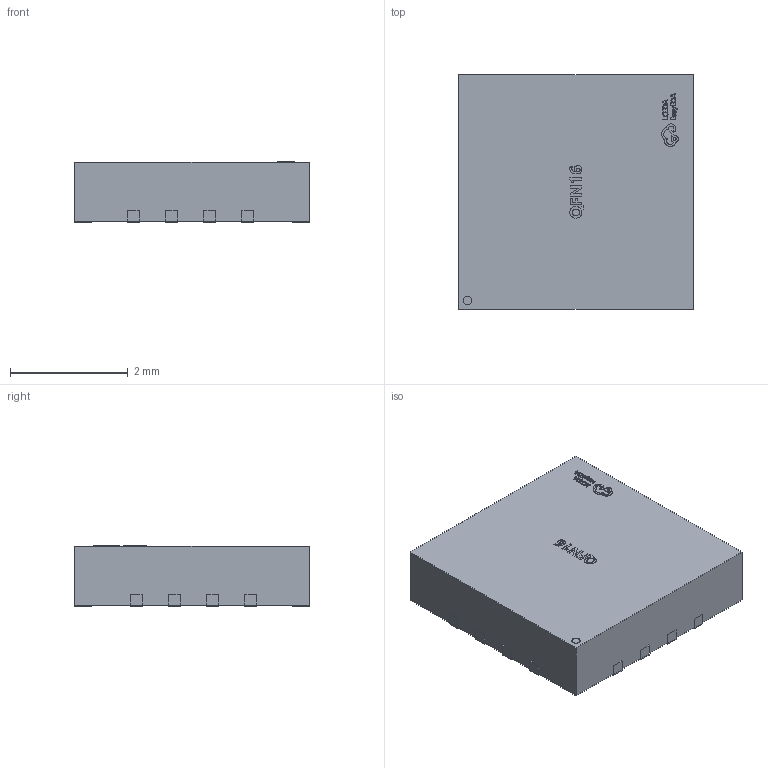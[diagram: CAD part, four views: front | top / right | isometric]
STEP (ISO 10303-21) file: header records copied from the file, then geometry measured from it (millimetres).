
FILE_DESCRIPTION(/* description */ ('Designed by EasyEDA Pro'),/* implementation_level */ '2;1');
FILE_NAME(/* name */ 'QFN16-4x4-EP.step',/* time_stamp */ '2025-04-04T20:42:00+08:00',/* author */ (''),/* organization */ (''),/* preprocessor_version */ 'ST-DEVELOPER v20.1',/* originating_system */ 'Autodesk Translation Framework v14.4.0.0',/* authorisation */ '');
FILE_SCHEMA (('AUTOMOTIVE_DESIGN { 1 0 10303 214 3 1 1 }'));
Length unit declared in the file: millimetre
Products named in the file (4): wTkB-PCBModel; wTkB-Board; wTkB-U1-QFN-16_L4.0-W4.0-P0.65-BL-EP2.2; COMPOUND
Assembly tree (3 placements, depth 3):
  wTkB-PCBModel
    wTkB-Board
    wTkB-U1-QFN-16_L4.0-W4.0-P0.65-BL-EP2.2
      COMPOUND
Bounding box: 4 x 4 x 1.02 mm (x, y, z)
Volume: 15.9 mm3; surface area: 52.3 mm2
Topology: 17 solids, 17 shells, 449 faces, 1143 edges, 762 vertices
Faces by surface type: plane 292, bspline 140, cylinder 17
Full cylindrical faces by diameter (mm): 0.149 x1
Entity records: 16716 total; most frequent: CARTESIAN_POINT 5937, ORIENTED_EDGE 2286, DIRECTION 1705, EDGE_CURVE 1143, LINE 829, VECTOR 829, VERTEX_POINT 762, EDGE_LOOP 483
